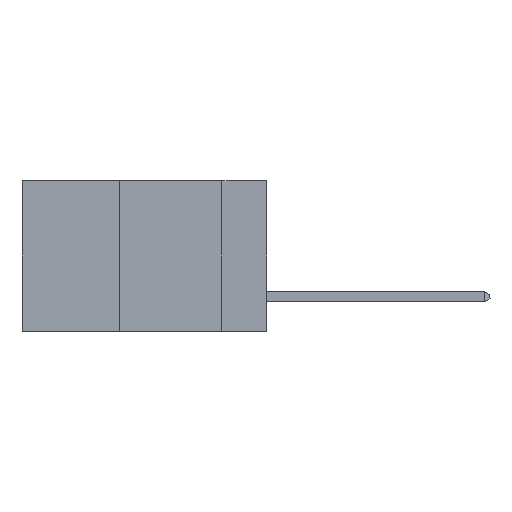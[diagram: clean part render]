
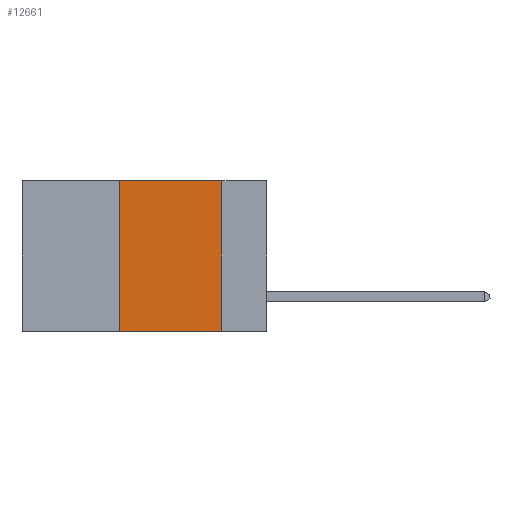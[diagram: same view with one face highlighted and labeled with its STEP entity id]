
A CAD part, left-side view. The second image highlights one B-rep face of the part: STEP entity #12661.
In plain terms, the highlighted planar face has unit normal (-1, 0, 0).
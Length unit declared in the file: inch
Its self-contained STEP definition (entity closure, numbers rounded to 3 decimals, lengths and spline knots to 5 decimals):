
#419 = VECTOR ( 'NONE', #24137, 39.37008 ) ;
#1690 = VERTEX_POINT ( 'NONE', #9280 ) ;
#1919 = VERTEX_POINT ( 'NONE', #9966 ) ;
#2480 = ORIENTED_EDGE ( 'NONE', *, *, #5990, .F. ) ;
#2508 = ORIENTED_EDGE ( 'NONE', *, *, #19231, .F. ) ;
#2700 = ORIENTED_EDGE ( 'NONE', *, *, #6817, .F. ) ;
#3425 = ORIENTED_EDGE ( 'NONE', *, *, #11462, .T. ) ;
#4924 = DIRECTION ( 'NONE',  ( 0., 0., -1. ) ) ;
#5990 = EDGE_CURVE ( 'NONE', #17975, #1690, #20805, .T. ) ;
#6817 = EDGE_CURVE ( 'NONE', #18492, #1919, #16645, .T. ) ;
#7080 = DIRECTION ( 'NONE',  ( 0., -1., 0. ) ) ;
#7329 = CARTESIAN_POINT ( 'NONE',  ( 0., 0.36, -0.37 ) ) ;
#9277 = LINE ( 'NONE', #15746, #19430 ) ;
#9280 = CARTESIAN_POINT ( 'NONE',  ( 0., 0.11, -0.37 ) ) ;
#9500 = EDGE_LOOP ( 'NONE', ( #2480, #2508, #2700, #3425 ) ) ;
#9966 = CARTESIAN_POINT ( 'NONE',  ( 0., 0.36, 0. ) ) ;
#10005 = FACE_OUTER_BOUND ( 'NONE', #9500, .T. ) ;
#11462 = EDGE_CURVE ( 'NONE', #18492, #1690, #20874, .T. ) ;
#12661 = ADVANCED_FACE ( 'NONE', ( #10005 ), #19033, .F. ) ;
#12677 = AXIS2_PLACEMENT_3D ( 'NONE', #15059, #17092, #4924 ) ;
#15059 = CARTESIAN_POINT ( 'NONE',  ( 0., 0.6, 0. ) ) ;
#15419 = VECTOR ( 'NONE', #19665, 39.37008 ) ;
#15481 = VECTOR ( 'NONE', #7080, 39.37008 ) ;
#15746 = CARTESIAN_POINT ( 'NONE',  ( 0., 0.6, 0. ) ) ;
#16645 = LINE ( 'NONE', #26026, #419 ) ;
#17092 = DIRECTION ( 'NONE',  ( 1., 0., 0. ) ) ;
#17618 = CARTESIAN_POINT ( 'NONE',  ( 0., 0.11, 0. ) ) ;
#17782 = DIRECTION ( 'NONE',  ( 0., -1., 0. ) ) ;
#17975 = VERTEX_POINT ( 'NONE', #25943 ) ;
#18492 = VERTEX_POINT ( 'NONE', #7329 ) ;
#19033 = PLANE ( 'NONE',  #12677 ) ;
#19231 = EDGE_CURVE ( 'NONE', #1919, #17975, #9277, .T. ) ;
#19430 = VECTOR ( 'NONE', #17782, 39.37008 ) ;
#19665 = DIRECTION ( 'NONE',  ( 0., 0., -1. ) ) ;
#20805 = LINE ( 'NONE', #17618, #15419 ) ;
#20874 = LINE ( 'NONE', #21312, #15481 ) ;
#21312 = CARTESIAN_POINT ( 'NONE',  ( 0., 0.6, -0.37 ) ) ;
#24137 = DIRECTION ( 'NONE',  ( 0., 0., 1. ) ) ;
#25943 = CARTESIAN_POINT ( 'NONE',  ( 0., 0.11, 0. ) ) ;
#26026 = CARTESIAN_POINT ( 'NONE',  ( 0., 0.36, 0. ) ) ;
